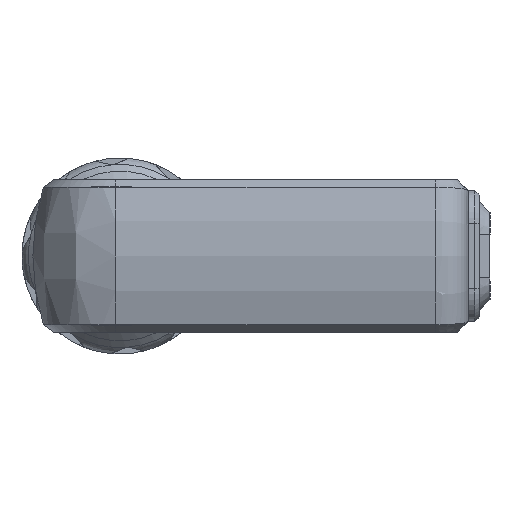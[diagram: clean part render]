
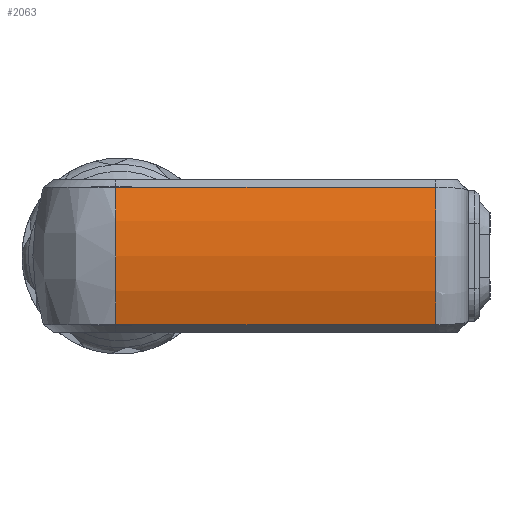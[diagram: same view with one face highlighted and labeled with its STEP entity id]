
A CAD part, left-side view. The second image highlights one B-rep face of the part: STEP entity #2063.
In plain terms, the highlighted cylindrical face has radius 10.507 mm (diameter 21.014 mm), a partial arc.
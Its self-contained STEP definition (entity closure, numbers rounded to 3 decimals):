
#223=DIRECTION('',(0.,0.,1.));
#224=VECTOR('',#223,14.7);
#225=CARTESIAN_POINT('',(-59.517,0.35,
-6.2));
#226=LINE('',#225,#224);
#367=CARTESIAN_POINT('',(-49.488,3.5,8.5));
#368=DIRECTION('',(0.,0.,-1.));
#369=DIRECTION('',(-0.954,-0.3,0.));
#370=AXIS2_PLACEMENT_3D('',#367,#368,#369);
#372=CARTESIAN_POINT('',(-49.492,3.5,-6.2));
#373=DIRECTION('',(0.,0.,1.));
#374=DIRECTION('',(-0.954,0.3,0.));
#375=AXIS2_PLACEMENT_3D('',#372,#373,#374);
#571=DIRECTION('',(0.,0.,-1.));
#572=VECTOR('',#571,14.7);
#573=CARTESIAN_POINT('',(-59.517,6.65,8.5));
#574=LINE('',#573,#572);
#1291=CARTESIAN_POINT('',(-59.517,0.35,
8.5));
#1292=VERTEX_POINT('',#1291);
#1293=CARTESIAN_POINT('',(-59.517,0.35,
-6.2));
#1294=VERTEX_POINT('',#1293);
#1328=CARTESIAN_POINT('',(-59.517,6.65,8.5));
#1329=VERTEX_POINT('',#1328);
#1330=CARTESIAN_POINT('',(-59.517,6.65,
-6.2));
#1331=VERTEX_POINT('',#1330);
#2050=CARTESIAN_POINT('',(-49.493,3.5,1.15));
#2051=DIRECTION('',(0.,0.,1.));
#2052=DIRECTION('',(-0.954,-0.3,0.));
#2053=AXIS2_PLACEMENT_3D('',#2050,#2051,#2052);
#2054=CYLINDRICAL_SURFACE('',#2053,10.507);
#2055=ORIENTED_EDGE('',*,*,#1797,.F.);
#2057=ORIENTED_EDGE('',*,*,#2056,.F.);
#2059=ORIENTED_EDGE('',*,*,#2058,.F.);
#2060=ORIENTED_EDGE('',*,*,#2042,.F.);
#2061=EDGE_LOOP('',(#2055,#2057,#2059,#2060));
#2062=FACE_OUTER_BOUND('',#2061,.F.);
#2063=ADVANCED_FACE('',(#2062),#2054,.T.);
#371=CIRCLE('',#370,10.512);
#376=CIRCLE('',#375,10.508);
#1797=EDGE_CURVE('',#1294,#1292,#226,.T.);
#2042=EDGE_CURVE('',#1292,#1329,#371,.T.);
#2056=EDGE_CURVE('',#1331,#1294,#376,.T.);
#2058=EDGE_CURVE('',#1329,#1331,#574,.T.);
